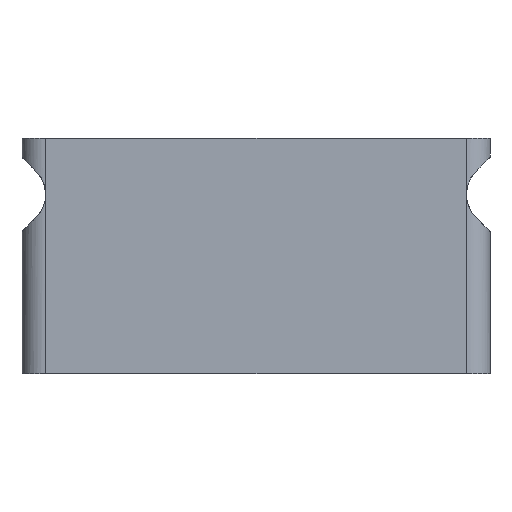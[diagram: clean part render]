
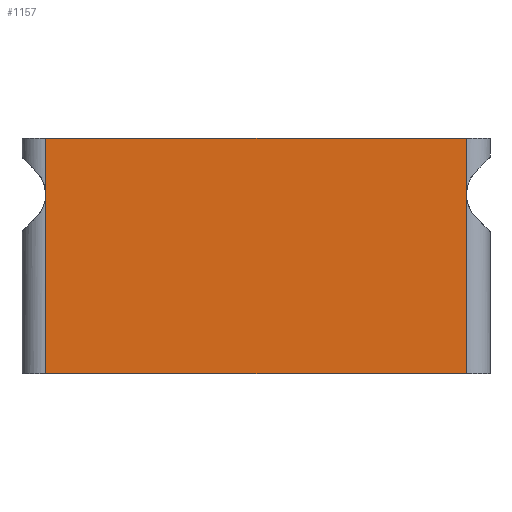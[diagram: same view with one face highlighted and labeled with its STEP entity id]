
A CAD part, left-side view. The second image highlights one B-rep face of the part: STEP entity #1157.
In plain terms, the highlighted planar face has unit normal (-1, 0, 0).
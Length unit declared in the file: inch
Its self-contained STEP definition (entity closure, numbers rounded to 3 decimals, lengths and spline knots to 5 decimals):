
#41=PLANE('',#1275);
#96=FACE_OUTER_BOUND('',#159,.T.);
#159=EDGE_LOOP('',(#1039,#1040,#1041,#1042,#1043,#1044));
#292=LINE('',#1850,#379);
#327=LINE('',#2063,#414);
#329=LINE('',#2067,#416);
#331=LINE('',#2074,#418);
#336=LINE('',#2091,#423);
#340=LINE('',#2104,#427);
#379=VECTOR('',#1373,0.3937);
#414=VECTOR('',#1504,0.3937);
#416=VECTOR('',#1510,0.3937);
#418=VECTOR('',#1518,0.3937);
#423=VECTOR('',#1533,0.3937);
#427=VECTOR('',#1549,0.3937);
#451=VERTEX_POINT('',#1657);
#502=VERTEX_POINT('',#1847);
#503=VERTEX_POINT('',#1849);
#544=VERTEX_POINT('',#2037);
#547=VERTEX_POINT('',#2072);
#554=VERTEX_POINT('',#2089);
#635=EDGE_CURVE('',#502,#503,#292,.T.);
#705=EDGE_CURVE('',#502,#544,#327,.T.);
#707=EDGE_CURVE('',#503,#451,#329,.T.);
#710=EDGE_CURVE('',#547,#544,#331,.T.);
#719=EDGE_CURVE('',#547,#554,#336,.T.);
#726=EDGE_CURVE('',#451,#554,#340,.T.);
#1039=ORIENTED_EDGE('',*,*,#710,.F.);
#1040=ORIENTED_EDGE('',*,*,#719,.T.);
#1041=ORIENTED_EDGE('',*,*,#726,.F.);
#1042=ORIENTED_EDGE('',*,*,#707,.F.);
#1043=ORIENTED_EDGE('',*,*,#635,.F.);
#1044=ORIENTED_EDGE('',*,*,#705,.T.);
#1157=ADVANCED_FACE('',(#96),#41,.T.);
#1275=AXIS2_PLACEMENT_3D('',#2111,#1558,#1559);
#1373=DIRECTION('',(0.,-1.,0.));
#1504=DIRECTION('',(0.,0.,-1.));
#1510=DIRECTION('',(0.,0.,-1.));
#1518=DIRECTION('',(0.,0.,1.));
#1533=DIRECTION('',(0.,-1.,0.));
#1549=DIRECTION('',(0.,0.,-1.));
#1558=DIRECTION('center_axis',(-1.,0.,0.));
#1559=DIRECTION('ref_axis',(0.,-1.,0.));
#1657=CARTESIAN_POINT('',(-0.375,-0.2235,0.2105));
#1847=CARTESIAN_POINT('',(-0.375,0.2235,0.27));
#1849=CARTESIAN_POINT('',(-0.375,-0.2235,0.27));
#1850=CARTESIAN_POINT('',(-0.375,-0.2485,0.27));
#2037=CARTESIAN_POINT('',(-0.375,0.2235,0.2105));
#2063=CARTESIAN_POINT('',(-0.375,0.2235,0.02));
#2067=CARTESIAN_POINT('',(-0.375,-0.2235,0.));
#2072=CARTESIAN_POINT('',(-0.375,0.2235,0.02));
#2074=CARTESIAN_POINT('',(-0.375,0.2235,0.));
#2089=CARTESIAN_POINT('',(-0.375,-0.2235,0.02));
#2091=CARTESIAN_POINT('',(-0.375,0.12425,0.02));
#2104=CARTESIAN_POINT('',(-0.375,-0.2235,0.));
#2111=CARTESIAN_POINT('Origin',(-0.375,0.2485,0.));
